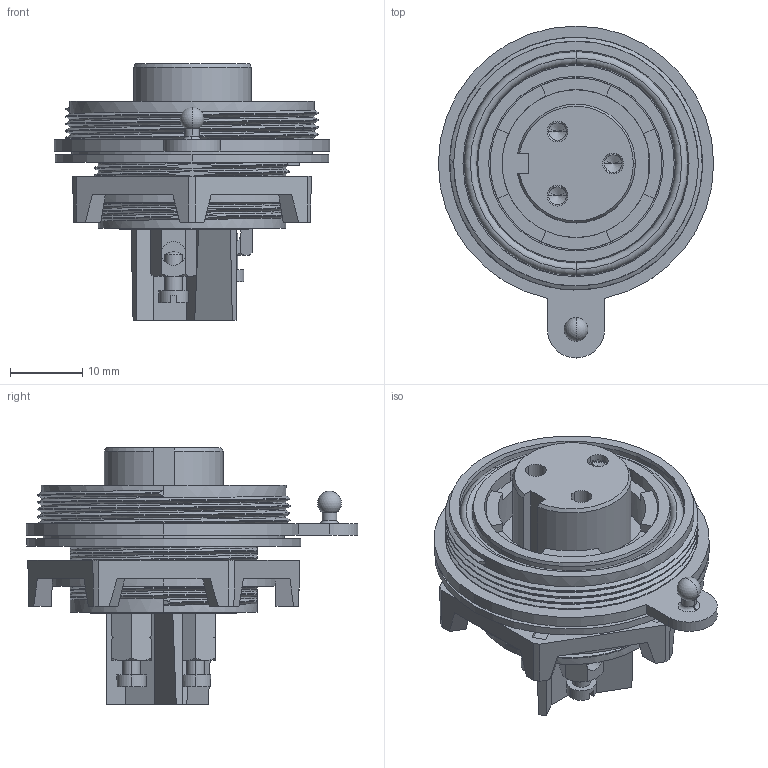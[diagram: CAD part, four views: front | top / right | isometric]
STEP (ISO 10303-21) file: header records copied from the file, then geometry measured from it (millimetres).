
FILE_DESCRIPTION(('STEP AP242'),'1');
FILE_NAME('px0730_s.stp','2023-05-09T13:24:36',('TraceParts'),('TraceParts S.A.'),'Spatial InterOp 3D',' ',' ');
FILE_SCHEMA(('AP242_MANAGED_MODEL_BASED_3D_ENGINEERING_MIM_LF {1 0 10303 442 1 1 4}'));
Length unit declared in the file: millimetre
Products named in the file (1): px0730_s_1
Bounding box: 38.1 x 45.94 x 35.56 mm (x, y, z)
Volume: 14681.5 mm3; surface area: 12858.7 mm2
Topology: 5 solids, 5 shells, 466 faces, 1228 edges, 783 vertices
Faces by surface type: plane 232, cylinder 116, cone 54, bspline 44, torus 12, sphere 8
Entity records: 22300 total; most frequent: CARTESIAN_POINT 11152, ORIENTED_EDGE 2428, DIRECTION 2145, EDGE_CURVE 1214, VERTEX_POINT 783, AXIS2_PLACEMENT_3D 766, LINE 613, VECTOR 613
